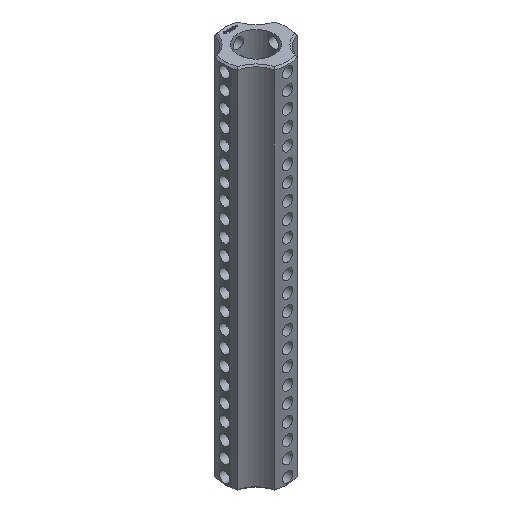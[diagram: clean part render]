
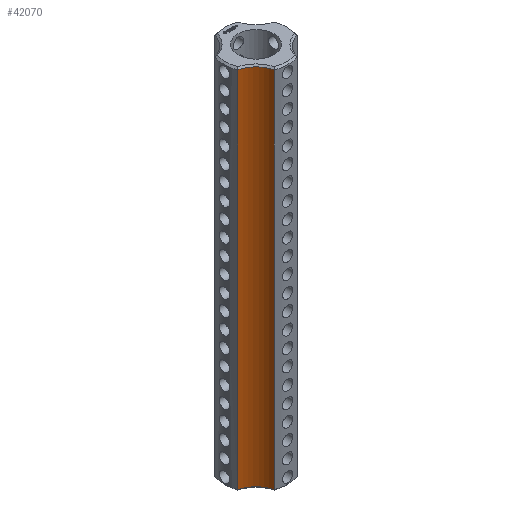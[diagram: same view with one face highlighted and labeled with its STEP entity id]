
A CAD part, isometric view. The second image highlights one B-rep face of the part: STEP entity #42070.
In plain terms, the highlighted cylindrical face has radius 5 mm (diameter 10 mm), a partial arc.
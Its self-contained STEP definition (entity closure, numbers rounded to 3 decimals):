
#5042 = CYLINDRICAL_SURFACE('',#5043,6.25);
#5043 = AXIS2_PLACEMENT_3D('',#5044,#5045,#5046);
#5044 = CARTESIAN_POINT('',(0.,0.,0.));
#5045 = DIRECTION('',(-0.,-0.,-1.));
#5046 = DIRECTION('',(1.,0.,0.));
#11245 = EDGE_CURVE('',#11246,#11248,#11250,.T.);
#11246 = VERTEX_POINT('',#11247);
#11247 = CARTESIAN_POINT('',(-2.225,-5.841,0.3));
#11248 = VERTEX_POINT('',#11249);
#11249 = CARTESIAN_POINT('',(-2.225,-5.841,71.575));
#11250 = SURFACE_CURVE('',#11251,(#11255,#11262),.PCURVE_S1.);
#11251 = LINE('',#11252,#11253);
#11252 = CARTESIAN_POINT('',(-2.225,-5.841,0.));
#11253 = VECTOR('',#11254,1.);
#11254 = DIRECTION('',(0.,0.,1.));
#11255 = PCURVE('',#5042,#11256);
#11256 = DEFINITIONAL_REPRESENTATION('',(#11257),#11261);
#11257 = LINE('',#11258,#11259);
#11258 = CARTESIAN_POINT('',(-4.348,0.));
#11259 = VECTOR('',#11260,1.);
#11260 = DIRECTION('',(-0.,-1.));
#11261 = ( GEOMETRIC_REPRESENTATION_CONTEXT(2) 
PARAMETRIC_REPRESENTATION_CONTEXT() REPRESENTATION_CONTEXT('2D SPACE',''
  ) );
#11262 = PCURVE('',#11263,#11268);
#11263 = CYLINDRICAL_SURFACE('',#11264,5.);
#11264 = AXIS2_PLACEMENT_3D('',#11265,#11266,#11267);
#11265 = CARTESIAN_POINT('',(-7.071,-7.071,0.));
#11266 = DIRECTION('',(-0.,-0.,-1.));
#11267 = DIRECTION('',(1.,0.,0.));
#11268 = DEFINITIONAL_REPRESENTATION('',(#11269),#11273);
#11269 = LINE('',#11270,#11271);
#11270 = CARTESIAN_POINT('',(-0.249,0.));
#11271 = VECTOR('',#11272,1.);
#11272 = DIRECTION('',(-0.,-1.));
#11273 = ( GEOMETRIC_REPRESENTATION_CONTEXT(2) 
PARAMETRIC_REPRESENTATION_CONTEXT() REPRESENTATION_CONTEXT('2D SPACE',''
  ) );
#15261 = CONICAL_SURFACE('',#15262,5.,0.785);
#15262 = AXIS2_PLACEMENT_3D('',#15263,#15264,#15265);
#15263 = CARTESIAN_POINT('',(-7.071,-7.071,0.3));
#15264 = DIRECTION('',(-0.,-0.,-1.));
#15265 = DIRECTION('',(0.969,0.246,0.));
#15463 = CONICAL_SURFACE('',#15464,5.,0.785);
#15464 = AXIS2_PLACEMENT_3D('',#15465,#15466,#15467);
#15465 = CARTESIAN_POINT('',(-7.071,-7.071,71.575));
#15466 = DIRECTION('',(0.,0.,1.));
#15467 = DIRECTION('',(0.969,0.246,0.));
#42070 = ADVANCED_FACE('',(#42071),#11263,.F.);
#42071 = FACE_BOUND('',#42072,.T.);
#42072 = EDGE_LOOP('',(#42073,#42074,#42098,#42126));
#42073 = ORIENTED_EDGE('',*,*,#11245,.T.);
#42074 = ORIENTED_EDGE('',*,*,#42075,.T.);
#42075 = EDGE_CURVE('',#11248,#42076,#42078,.T.);
#42076 = VERTEX_POINT('',#42077);
#42077 = CARTESIAN_POINT('',(-5.841,-2.225,71.575));
#42078 = SURFACE_CURVE('',#42079,(#42084,#42091),.PCURVE_S1.);
#42079 = CIRCLE('',#42080,5.);
#42080 = AXIS2_PLACEMENT_3D('',#42081,#42082,#42083);
#42081 = CARTESIAN_POINT('',(-7.071,-7.071,71.575));
#42082 = DIRECTION('',(0.,-0.,1.));
#42083 = DIRECTION('',(0.969,0.246,0.));
#42084 = PCURVE('',#11263,#42085);
#42085 = DEFINITIONAL_REPRESENTATION('',(#42086),#42090);
#42086 = LINE('',#42087,#42088);
#42087 = CARTESIAN_POINT('',(-0.249,-71.575));
#42088 = VECTOR('',#42089,1.);
#42089 = DIRECTION('',(-1.,0.));
#42090 = ( GEOMETRIC_REPRESENTATION_CONTEXT(2) 
PARAMETRIC_REPRESENTATION_CONTEXT() REPRESENTATION_CONTEXT('2D SPACE',''
  ) );
#42091 = PCURVE('',#15463,#42092);
#42092 = DEFINITIONAL_REPRESENTATION('',(#42093),#42097);
#42093 = LINE('',#42094,#42095);
#42094 = CARTESIAN_POINT('',(0.,0.));
#42095 = VECTOR('',#42096,1.);
#42096 = DIRECTION('',(1.,0.));
#42097 = ( GEOMETRIC_REPRESENTATION_CONTEXT(2) 
PARAMETRIC_REPRESENTATION_CONTEXT() REPRESENTATION_CONTEXT('2D SPACE',''
  ) );
#42098 = ORIENTED_EDGE('',*,*,#42099,.F.);
#42099 = EDGE_CURVE('',#42100,#42076,#42102,.T.);
#42100 = VERTEX_POINT('',#42101);
#42101 = CARTESIAN_POINT('',(-5.841,-2.225,0.3));
#42102 = SURFACE_CURVE('',#42103,(#42107,#42114),.PCURVE_S1.);
#42103 = LINE('',#42104,#42105);
#42104 = CARTESIAN_POINT('',(-5.841,-2.225,0.));
#42105 = VECTOR('',#42106,1.);
#42106 = DIRECTION('',(0.,0.,1.));
#42107 = PCURVE('',#11263,#42108);
#42108 = DEFINITIONAL_REPRESENTATION('',(#42109),#42113);
#42109 = LINE('',#42110,#42111);
#42110 = CARTESIAN_POINT('',(-1.322,0.));
#42111 = VECTOR('',#42112,1.);
#42112 = DIRECTION('',(-0.,-1.));
#42113 = ( GEOMETRIC_REPRESENTATION_CONTEXT(2) 
PARAMETRIC_REPRESENTATION_CONTEXT() REPRESENTATION_CONTEXT('2D SPACE',''
  ) );
#42114 = PCURVE('',#42115,#42120);
#42115 = CYLINDRICAL_SURFACE('',#42116,6.25);
#42116 = AXIS2_PLACEMENT_3D('',#42117,#42118,#42119);
#42117 = CARTESIAN_POINT('',(0.,0.,0.));
#42118 = DIRECTION('',(-0.,-0.,-1.));
#42119 = DIRECTION('',(1.,0.,0.));
#42120 = DEFINITIONAL_REPRESENTATION('',(#42121),#42125);
#42121 = LINE('',#42122,#42123);
#42122 = CARTESIAN_POINT('',(-3.506,0.));
#42123 = VECTOR('',#42124,1.);
#42124 = DIRECTION('',(-0.,-1.));
#42125 = ( GEOMETRIC_REPRESENTATION_CONTEXT(2) 
PARAMETRIC_REPRESENTATION_CONTEXT() REPRESENTATION_CONTEXT('2D SPACE',''
  ) );
#42126 = ORIENTED_EDGE('',*,*,#42127,.F.);
#42127 = EDGE_CURVE('',#11246,#42100,#42128,.T.);
#42128 = SURFACE_CURVE('',#42129,(#42134,#42141),.PCURVE_S1.);
#42129 = CIRCLE('',#42130,5.);
#42130 = AXIS2_PLACEMENT_3D('',#42131,#42132,#42133);
#42131 = CARTESIAN_POINT('',(-7.071,-7.071,0.3));
#42132 = DIRECTION('',(0.,-0.,1.));
#42133 = DIRECTION('',(0.969,0.246,0.));
#42134 = PCURVE('',#11263,#42135);
#42135 = DEFINITIONAL_REPRESENTATION('',(#42136),#42140);
#42136 = LINE('',#42137,#42138);
#42137 = CARTESIAN_POINT('',(-0.249,-0.3));
#42138 = VECTOR('',#42139,1.);
#42139 = DIRECTION('',(-1.,0.));
#42140 = ( GEOMETRIC_REPRESENTATION_CONTEXT(2) 
PARAMETRIC_REPRESENTATION_CONTEXT() REPRESENTATION_CONTEXT('2D SPACE',''
  ) );
#42141 = PCURVE('',#15261,#42142);
#42142 = DEFINITIONAL_REPRESENTATION('',(#42143),#42147);
#42143 = LINE('',#42144,#42145);
#42144 = CARTESIAN_POINT('',(-0.,0.));
#42145 = VECTOR('',#42146,1.);
#42146 = DIRECTION('',(-1.,0.));
#42147 = ( GEOMETRIC_REPRESENTATION_CONTEXT(2) 
PARAMETRIC_REPRESENTATION_CONTEXT() REPRESENTATION_CONTEXT('2D SPACE',''
  ) );
